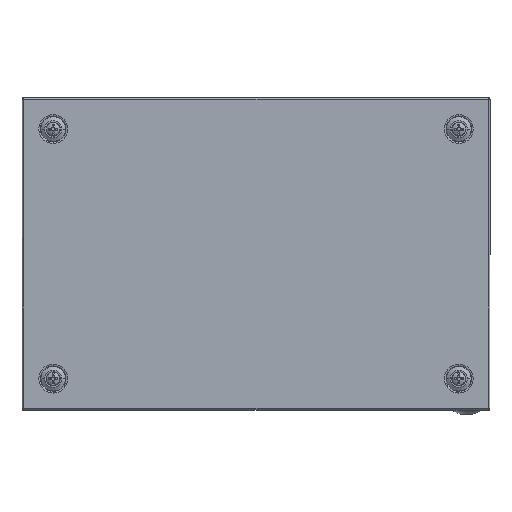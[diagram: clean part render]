
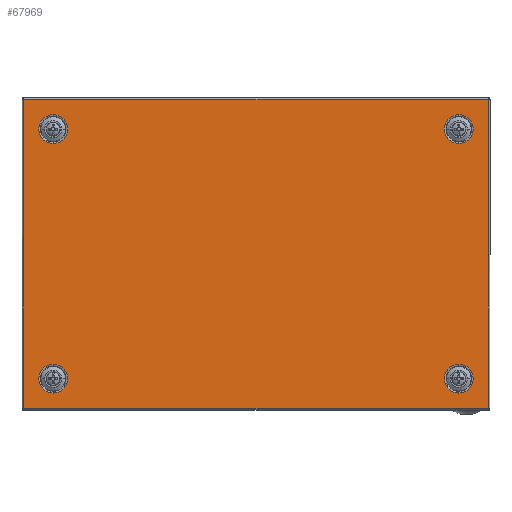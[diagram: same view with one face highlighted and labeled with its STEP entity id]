
A CAD part, top view. The second image highlights one B-rep face of the part: STEP entity #67969.
In plain terms, the highlighted face is planar.
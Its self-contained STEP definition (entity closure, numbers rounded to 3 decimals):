
#2712 = CARTESIAN_POINT ( 'NONE',  ( -80., -130., 0. ) ) ;
#2713 = DIRECTION ( 'NONE',  ( 0., 0., 1. ) ) ;
#2714 = DIRECTION ( 'NONE',  ( -1., 0., 0. ) ) ;
#2790 = CARTESIAN_POINT ( 'NONE',  ( 80., -130., 0. ) ) ;
#2791 = DIRECTION ( 'NONE',  ( 0., 0., -1. ) ) ;
#2792 = DIRECTION ( 'NONE',  ( 1., 0., 0. ) ) ;
#2868 = CARTESIAN_POINT ( 'NONE',  ( -80., 130., 0. ) ) ;
#2869 = DIRECTION ( 'NONE',  ( 0., 0., -1. ) ) ;
#2870 = DIRECTION ( 'NONE',  ( -1., 0., 0. ) ) ;
#2946 = CARTESIAN_POINT ( 'NONE',  ( 80., 130., 0. ) ) ;
#2947 = DIRECTION ( 'NONE',  ( 0., 0., 1. ) ) ;
#2948 = DIRECTION ( 'NONE',  ( 1., 0., 0. ) ) ;
#2994 = LINE ( 'NONE', #2995, #11750 ) ;
#2995 = CARTESIAN_POINT ( 'NONE',  ( 98.9, 148.9, 0. ) ) ;
#2996 = CARTESIAN_POINT ( 'NONE',  ( 80., -130., 0. ) ) ;
#2997 = DIRECTION ( 'NONE',  ( 0., 0., -1. ) ) ;
#2998 = DIRECTION ( 'NONE',  ( 1., 0., 0. ) ) ;
#2999 = LINE ( 'NONE', #3004, #11741 ) ;
#3000 = CARTESIAN_POINT ( 'NONE',  ( 80., 130., 0. ) ) ;
#3001 = DIRECTION ( 'NONE',  ( 0., 0., 1. ) ) ;
#3002 = DIRECTION ( 'NONE',  ( 1., 0., 0. ) ) ;
#3003 = DIRECTION ( 'NONE',  ( 0., -1., 0. ) ) ;
#3004 = CARTESIAN_POINT ( 'NONE',  ( 99., -148.9, 0. ) ) ;
#3005 = DIRECTION ( 'NONE',  ( -1., 0., 0. ) ) ;
#3006 = LINE ( 'NONE', #3007, #11757 ) ;
#3007 = CARTESIAN_POINT ( 'NONE',  ( -98.9, -148.9, 0. ) ) ;
#3008 = DIRECTION ( 'NONE',  ( 0., 1., 0. ) ) ;
#3009 = LINE ( 'NONE', #3010, #11759 ) ;
#3010 = CARTESIAN_POINT ( 'NONE',  ( -99., 148.9, 0. ) ) ;
#3011 = DIRECTION ( 'NONE',  ( 1., 0., 0. ) ) ;
#3012 = CARTESIAN_POINT ( 'NONE',  ( -80., 130., 0. ) ) ;
#3013 = DIRECTION ( 'NONE',  ( 0., 0., -1. ) ) ;
#3014 = DIRECTION ( 'NONE',  ( -1., 0., 0. ) ) ;
#3015 = CARTESIAN_POINT ( 'NONE',  ( -80., -130., 0. ) ) ;
#3016 = DIRECTION ( 'NONE',  ( 0., 0., 1. ) ) ;
#3017 = DIRECTION ( 'NONE',  ( -1., 0., 0. ) ) ;
#4653 = PLANE ( 'NONE',  #12277 ) ;
#4655 = FACE_BOUND ( 'NONE', #52779, .T. ) ;
#4659 = FACE_BOUND ( 'NONE', #52809, .T. ) ;
#4663 = FACE_BOUND ( 'NONE', #52793, .T. ) ;
#4665 = CARTESIAN_POINT ( 'NONE',  ( -99., -149., 0. ) ) ;
#4667 = FACE_OUTER_BOUND ( 'NONE', #52801, .T. ) ;
#4671 = FACE_BOUND ( 'NONE', #52807, .T. ) ;
#4674 = DIRECTION ( 'NONE',  ( 0., 0., 1. ) ) ;
#4676 = DIRECTION ( 'NONE',  ( 1., 0., 0. ) ) ;
#11379 = CIRCLE ( 'NONE', #11386, 9.208 ) ;
#11386 = AXIS2_PLACEMENT_3D ( 'NONE', #2712, #2713, #2714 ) ;
#11471 = CIRCLE ( 'NONE', #11484, 9.208 ) ;
#11484 = AXIS2_PLACEMENT_3D ( 'NONE', #2790, #2791, #2792 ) ;
#11570 = CIRCLE ( 'NONE', #11583, 9.208 ) ;
#11583 = AXIS2_PLACEMENT_3D ( 'NONE', #2868, #2869, #2870 ) ;
#11676 = CIRCLE ( 'NONE', #11683, 9.208 ) ;
#11683 = AXIS2_PLACEMENT_3D ( 'NONE', #2946, #2947, #2948 ) ;
#11733 = CIRCLE ( 'NONE', #11748, 9.208 ) ;
#11741 = VECTOR ( 'NONE', #3005, 1000. ) ;
#11746 = CIRCLE ( 'NONE', #11752, 9.208 ) ;
#11748 = AXIS2_PLACEMENT_3D ( 'NONE', #2996, #2997, #2998 ) ;
#11750 = VECTOR ( 'NONE', #3003, 1000. ) ;
#11752 = AXIS2_PLACEMENT_3D ( 'NONE', #3000, #3001, #3002 ) ;
#11757 = VECTOR ( 'NONE', #3008, 1000. ) ;
#11759 = VECTOR ( 'NONE', #3011, 1000. ) ;
#11761 = CIRCLE ( 'NONE', #11765, 9.208 ) ;
#11763 = CIRCLE ( 'NONE', #11770, 9.208 ) ;
#11765 = AXIS2_PLACEMENT_3D ( 'NONE', #3012, #3013, #3014 ) ;
#11770 = AXIS2_PLACEMENT_3D ( 'NONE', #3015, #3016, #3017 ) ;
#12277 = AXIS2_PLACEMENT_3D ( 'NONE', #4665, #4674, #4676 ) ;
#13193 = CARTESIAN_POINT ( 'NONE',  ( -70.792, 130., 0. ) ) ;
#13201 = CARTESIAN_POINT ( 'NONE',  ( -89.208, 130., 0. ) ) ;
#13219 = CARTESIAN_POINT ( 'NONE',  ( 98.9, -148.9, 0. ) ) ;
#13231 = CARTESIAN_POINT ( 'NONE',  ( 89.208, 130., 0. ) ) ;
#13237 = CARTESIAN_POINT ( 'NONE',  ( 70.792, 130., 0. ) ) ;
#13239 = CARTESIAN_POINT ( 'NONE',  ( 98.9, 148.9, 0. ) ) ;
#13267 = CARTESIAN_POINT ( 'NONE',  ( -98.9, -148.9, 0. ) ) ;
#13269 = CARTESIAN_POINT ( 'NONE',  ( -98.9, 148.9, 0. ) ) ;
#52779 = EDGE_LOOP ( 'NONE', ( #84714, #84716 ) ) ;
#52793 = EDGE_LOOP ( 'NONE', ( #84718, #84720 ) ) ;
#52801 = EDGE_LOOP ( 'NONE', ( #84722, #84724, #84726, #84728 ) ) ;
#52807 = EDGE_LOOP ( 'NONE', ( #84730, #84732 ) ) ;
#52809 = EDGE_LOOP ( 'NONE', ( #84733, #84734 ) ) ;
#67677 = EDGE_CURVE ( 'NONE', #107778, #107775, #11379, .T. ) ;
#67703 = EDGE_CURVE ( 'NONE', #107749, #107745, #11471, .T. ) ;
#67729 = EDGE_CURVE ( 'NONE', #90050, #90057, #11570, .T. ) ;
#67755 = EDGE_CURVE ( 'NONE', #90085, #90091, #11676, .T. ) ;
#67771 = EDGE_CURVE ( 'NONE', #107745, #107749, #11733, .T. ) ;
#67772 = EDGE_CURVE ( 'NONE', #90091, #90085, #11746, .T. ) ;
#67773 = EDGE_CURVE ( 'NONE', #90092, #90074, #2994, .T. ) ;
#67774 = EDGE_CURVE ( 'NONE', #90074, #90118, #2999, .T. ) ;
#67775 = EDGE_CURVE ( 'NONE', #90118, #90120, #3006, .T. ) ;
#67776 = EDGE_CURVE ( 'NONE', #90120, #90092, #3009, .T. ) ;
#67777 = EDGE_CURVE ( 'NONE', #90057, #90050, #11761, .T. ) ;
#67778 = EDGE_CURVE ( 'NONE', #107775, #107778, #11763, .T. ) ;
#67969 = ADVANCED_FACE ( 'NONE', ( #4655, #4663, #4667, #4671, #4659 ), #4653, .F. ) ;
#84714 = ORIENTED_EDGE ( 'NONE', *, *, #67771, .F. ) ;
#84716 = ORIENTED_EDGE ( 'NONE', *, *, #67703, .F. ) ;
#84718 = ORIENTED_EDGE ( 'NONE', *, *, #67755, .T. ) ;
#84720 = ORIENTED_EDGE ( 'NONE', *, *, #67772, .T. ) ;
#84722 = ORIENTED_EDGE ( 'NONE', *, *, #67773, .T. ) ;
#84724 = ORIENTED_EDGE ( 'NONE', *, *, #67774, .T. ) ;
#84726 = ORIENTED_EDGE ( 'NONE', *, *, #67775, .T. ) ;
#84728 = ORIENTED_EDGE ( 'NONE', *, *, #67776, .T. ) ;
#84730 = ORIENTED_EDGE ( 'NONE', *, *, #67777, .F. ) ;
#84732 = ORIENTED_EDGE ( 'NONE', *, *, #67729, .F. ) ;
#84733 = ORIENTED_EDGE ( 'NONE', *, *, #67677, .T. ) ;
#84734 = ORIENTED_EDGE ( 'NONE', *, *, #67778, .T. ) ;
#90050 = VERTEX_POINT ( 'NONE', #13193 ) ;
#90057 = VERTEX_POINT ( 'NONE', #13201 ) ;
#90074 = VERTEX_POINT ( 'NONE', #13219 ) ;
#90085 = VERTEX_POINT ( 'NONE', #13231 ) ;
#90091 = VERTEX_POINT ( 'NONE', #13237 ) ;
#90092 = VERTEX_POINT ( 'NONE', #13239 ) ;
#90118 = VERTEX_POINT ( 'NONE', #13267 ) ;
#90120 = VERTEX_POINT ( 'NONE', #13269 ) ;
#96411 = CARTESIAN_POINT ( 'NONE',  ( 70.792, -130., 0. ) ) ;
#96435 = CARTESIAN_POINT ( 'NONE',  ( 89.208, -130., 0. ) ) ;
#96491 = CARTESIAN_POINT ( 'NONE',  ( -70.792, -130., 0. ) ) ;
#96497 = CARTESIAN_POINT ( 'NONE',  ( -89.208, -130., 0. ) ) ;
#107745 = VERTEX_POINT ( 'NONE', #96435 ) ;
#107749 = VERTEX_POINT ( 'NONE', #96411 ) ;
#107775 = VERTEX_POINT ( 'NONE', #96491 ) ;
#107778 = VERTEX_POINT ( 'NONE', #96497 ) ;
